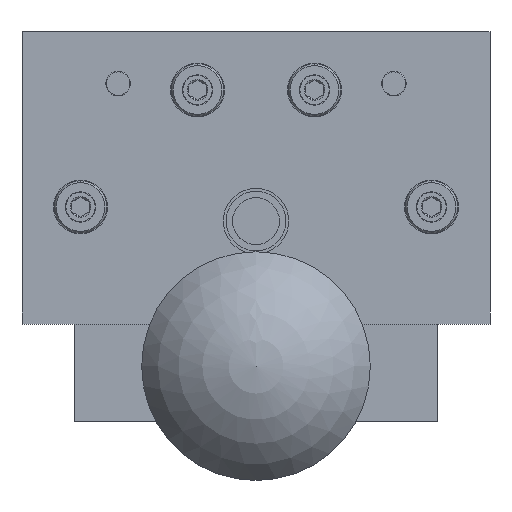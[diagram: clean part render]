
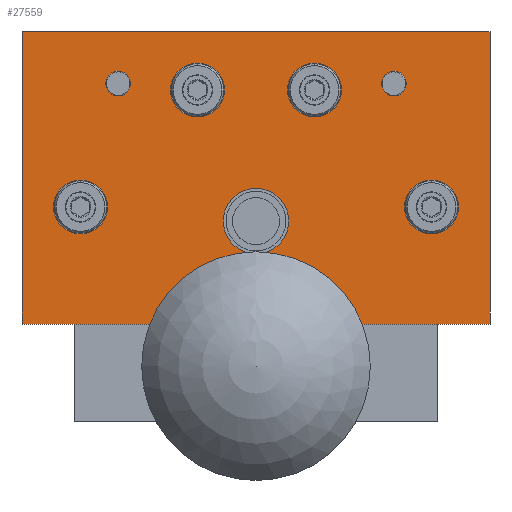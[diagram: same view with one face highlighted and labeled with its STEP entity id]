
A CAD part, front view. The second image highlights one B-rep face of the part: STEP entity #27559.
In plain terms, the highlighted face is planar.
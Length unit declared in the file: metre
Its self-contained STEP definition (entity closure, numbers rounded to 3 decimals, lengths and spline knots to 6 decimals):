
#1540=PLANE('',#31298);
#3098=CIRCLE('',#31219,0.0021);
#3100=CIRCLE('',#31222,0.0021);
#3102=CIRCLE('',#31225,0.0046);
#3104=CIRCLE('',#31228,0.0046);
#3106=CIRCLE('',#31231,0.0046);
#3108=CIRCLE('',#31234,0.0046);
#3117=CIRCLE('',#31248,0.005588);
#3126=CIRCLE('',#31264,0.0021);
#3128=CIRCLE('',#31267,0.0021);
#3132=CIRCLE('',#31273,0.0046);
#3135=CIRCLE('',#31278,0.0046);
#3138=CIRCLE('',#31283,0.0046);
#3141=CIRCLE('',#31288,0.0046);
#3146=CIRCLE('',#31299,0.005588);
#10523=ORIENTED_EDGE('',*,*,#14681,.F.);
#10524=ORIENTED_EDGE('',*,*,#14639,.F.);
#10525=ORIENTED_EDGE('',*,*,#14664,.F.);
#10526=ORIENTED_EDGE('',*,*,#14621,.F.);
#10527=ORIENTED_EDGE('',*,*,#14661,.F.);
#10528=ORIENTED_EDGE('',*,*,#14617,.F.);
#10529=ORIENTED_EDGE('',*,*,#14658,.F.);
#10530=ORIENTED_EDGE('',*,*,#14613,.F.);
#10531=ORIENTED_EDGE('',*,*,#14655,.F.);
#10532=ORIENTED_EDGE('',*,*,#14609,.F.);
#10533=ORIENTED_EDGE('',*,*,#14651,.F.);
#10534=ORIENTED_EDGE('',*,*,#14605,.F.);
#10535=ORIENTED_EDGE('',*,*,#14649,.F.);
#10536=ORIENTED_EDGE('',*,*,#14601,.F.);
#10537=ORIENTED_EDGE('',*,*,#14676,.T.);
#10538=ORIENTED_EDGE('',*,*,#14673,.T.);
#10539=ORIENTED_EDGE('',*,*,#14670,.T.);
#10540=ORIENTED_EDGE('',*,*,#14667,.T.);
#14601=EDGE_CURVE('',#17253,#17251,#3098,.T.);
#14605=EDGE_CURVE('',#17257,#17255,#3100,.T.);
#14609=EDGE_CURVE('',#17261,#17259,#3102,.T.);
#14613=EDGE_CURVE('',#17265,#17263,#3104,.T.);
#14617=EDGE_CURVE('',#17269,#17267,#3106,.T.);
#14621=EDGE_CURVE('',#17273,#17271,#3108,.T.);
#14639=EDGE_CURVE('',#17290,#17292,#3117,.T.);
#14649=EDGE_CURVE('',#17251,#17253,#3126,.T.);
#14651=EDGE_CURVE('',#17255,#17257,#3128,.T.);
#14655=EDGE_CURVE('',#17259,#17261,#3132,.T.);
#14658=EDGE_CURVE('',#17263,#17265,#3135,.T.);
#14661=EDGE_CURVE('',#17267,#17269,#3138,.T.);
#14664=EDGE_CURVE('',#17271,#17273,#3141,.T.);
#14667=EDGE_CURVE('',#17297,#17296,#19427,.T.);
#14670=EDGE_CURVE('',#17299,#17297,#19430,.T.);
#14673=EDGE_CURVE('',#17301,#17299,#19433,.T.);
#14676=EDGE_CURVE('',#17296,#17301,#19436,.T.);
#14681=EDGE_CURVE('',#17292,#17290,#3146,.T.);
#17251=VERTEX_POINT('',#49387);
#17253=VERTEX_POINT('',#49391);
#17255=VERTEX_POINT('',#49396);
#17257=VERTEX_POINT('',#49400);
#17259=VERTEX_POINT('',#49405);
#17261=VERTEX_POINT('',#49409);
#17263=VERTEX_POINT('',#49414);
#17265=VERTEX_POINT('',#49418);
#17267=VERTEX_POINT('',#49423);
#17269=VERTEX_POINT('',#49427);
#17271=VERTEX_POINT('',#49432);
#17273=VERTEX_POINT('',#49436);
#17290=VERTEX_POINT('',#49476);
#17292=VERTEX_POINT('',#49479);
#17296=VERTEX_POINT('',#49527);
#17297=VERTEX_POINT('',#49529);
#17299=VERTEX_POINT('',#49535);
#17301=VERTEX_POINT('',#49541);
#19427=LINE('',#49528,#21495);
#19430=LINE('',#49534,#21498);
#19433=LINE('',#49540,#21501);
#19436=LINE('',#49545,#21504);
#21495=VECTOR('',#39264,1.);
#21498=VECTOR('',#39269,1.);
#21501=VECTOR('',#39274,1.);
#21504=VECTOR('',#39279,1.);
#23398=EDGE_LOOP('',(#10523,#10524));
#23399=EDGE_LOOP('',(#10525,#10526));
#23400=EDGE_LOOP('',(#10527,#10528));
#23401=EDGE_LOOP('',(#10529,#10530));
#23402=EDGE_LOOP('',(#10531,#10532));
#23403=EDGE_LOOP('',(#10533,#10534));
#23404=EDGE_LOOP('',(#10535,#10536));
#23405=EDGE_LOOP('',(#10537,#10538,#10539,#10540));
#25354=FACE_BOUND('',#23398,.T.);
#25355=FACE_BOUND('',#23399,.T.);
#25356=FACE_BOUND('',#23400,.T.);
#25357=FACE_BOUND('',#23401,.T.);
#25358=FACE_BOUND('',#23402,.T.);
#25359=FACE_BOUND('',#23403,.T.);
#25360=FACE_BOUND('',#23404,.T.);
#25361=FACE_BOUND('',#23405,.T.);
#27559=ADVANCED_FACE('',(#25354,#25355,#25356,#25357,#25358,#25359,#25360,
#25361),#1540,.T.);
#31219=AXIS2_PLACEMENT_3D('',#49392,#39100,#39101);
#31222=AXIS2_PLACEMENT_3D('',#49401,#39108,#39109);
#31225=AXIS2_PLACEMENT_3D('',#49410,#39116,#39117);
#31228=AXIS2_PLACEMENT_3D('',#49419,#39124,#39125);
#31231=AXIS2_PLACEMENT_3D('',#49428,#39132,#39133);
#31234=AXIS2_PLACEMENT_3D('',#49437,#39140,#39141);
#31248=AXIS2_PLACEMENT_3D('',#49478,#39177,#39178);
#31264=AXIS2_PLACEMENT_3D('',#49497,#39210,#39211);
#31267=AXIS2_PLACEMENT_3D('',#49500,#39216,#39217);
#31273=AXIS2_PLACEMENT_3D('',#49506,#39228,#39229);
#31278=AXIS2_PLACEMENT_3D('',#49511,#39238,#39239);
#31283=AXIS2_PLACEMENT_3D('',#49516,#39248,#39249);
#31288=AXIS2_PLACEMENT_3D('',#49521,#39258,#39259);
#31298=AXIS2_PLACEMENT_3D('',#49551,#39290,#39291);
#31299=AXIS2_PLACEMENT_3D('',#49552,#39292,#39293);
#39100=DIRECTION('',(0.,1.,0.));
#39101=DIRECTION('',(-1.,0.,0.));
#39108=DIRECTION('',(0.,1.,0.));
#39109=DIRECTION('',(-1.,0.,0.));
#39116=DIRECTION('',(0.,1.,0.));
#39117=DIRECTION('',(-1.,0.,0.));
#39124=DIRECTION('',(0.,1.,0.));
#39125=DIRECTION('',(-1.,0.,0.));
#39132=DIRECTION('',(0.,1.,0.));
#39133=DIRECTION('',(-1.,0.,0.));
#39140=DIRECTION('',(0.,1.,0.));
#39141=DIRECTION('',(-1.,0.,0.));
#39177=DIRECTION('',(0.,1.,0.));
#39178=DIRECTION('',(-1.,0.,0.));
#39210=DIRECTION('',(0.,1.,0.));
#39211=DIRECTION('',(1.,0.,0.));
#39216=DIRECTION('',(0.,1.,0.));
#39217=DIRECTION('',(1.,0.,0.));
#39228=DIRECTION('',(0.,1.,0.));
#39229=DIRECTION('',(1.,0.,0.));
#39238=DIRECTION('',(0.,1.,0.));
#39239=DIRECTION('',(1.,0.,0.));
#39248=DIRECTION('',(0.,1.,0.));
#39249=DIRECTION('',(1.,0.,0.));
#39258=DIRECTION('',(0.,1.,0.));
#39259=DIRECTION('',(1.,0.,0.));
#39264=DIRECTION('',(1.,0.,0.));
#39269=DIRECTION('',(0.,0.,1.));
#39274=DIRECTION('',(-1.,0.,0.));
#39279=DIRECTION('',(0.,0.,-1.));
#39290=DIRECTION('',(0.,1.,0.));
#39291=DIRECTION('',(1.,0.,0.));
#39292=DIRECTION('',(0.,1.,0.));
#39293=DIRECTION('',(1.,0.,0.));
#49387=CARTESIAN_POINT('',(0.052118,0.205874,0.027242));
#49391=CARTESIAN_POINT('',(0.047918,0.205874,0.027242));
#49392=CARTESIAN_POINT('',(0.050018,0.205874,0.027242));
#49396=CARTESIAN_POINT('',(0.004978,0.205874,0.027242));
#49400=CARTESIAN_POINT('',(0.000778,0.205874,0.027242));
#49401=CARTESIAN_POINT('',(0.002878,0.205874,0.027242));
#49405=CARTESIAN_POINT('',(0.001048,0.205874,0.048342));
#49409=CARTESIAN_POINT('',(-0.008152,0.205874,0.048342));
#49410=CARTESIAN_POINT('',(-0.003552,0.205874,0.048342));
#49414=CARTESIAN_POINT('',(0.021048,0.205874,0.028342));
#49418=CARTESIAN_POINT('',(0.011848,0.205874,0.028342));
#49419=CARTESIAN_POINT('',(0.016448,0.205874,0.028342));
#49423=CARTESIAN_POINT('',(0.041048,0.205874,0.028342));
#49427=CARTESIAN_POINT('',(0.031848,0.205874,0.028342));
#49428=CARTESIAN_POINT('',(0.036448,0.205874,0.028342));
#49432=CARTESIAN_POINT('',(0.061048,0.205874,0.048342));
#49436=CARTESIAN_POINT('',(0.051848,0.205874,0.048342));
#49437=CARTESIAN_POINT('',(0.056448,0.205874,0.048342));
#49476=CARTESIAN_POINT('',(0.02086,0.205874,0.050742));
#49478=CARTESIAN_POINT('',(0.026448,0.205874,0.050742));
#49479=CARTESIAN_POINT('',(0.032036,0.205874,0.050742));
#49497=CARTESIAN_POINT('',(0.050018,0.205874,0.027242));
#49500=CARTESIAN_POINT('',(0.002878,0.205874,0.027242));
#49506=CARTESIAN_POINT('',(-0.003552,0.205874,0.048342));
#49511=CARTESIAN_POINT('',(0.016448,0.205874,0.028342));
#49516=CARTESIAN_POINT('',(0.036448,0.205874,0.028342));
#49521=CARTESIAN_POINT('',(0.056448,0.205874,0.048342));
#49527=CARTESIAN_POINT('',(0.066448,0.205874,0.068342));
#49528=CARTESIAN_POINT('',(-0.013552,0.205874,0.068342));
#49529=CARTESIAN_POINT('',(-0.013552,0.205874,0.068342));
#49534=CARTESIAN_POINT('',(-0.013552,0.205874,0.018342));
#49535=CARTESIAN_POINT('',(-0.013552,0.205874,0.018342));
#49540=CARTESIAN_POINT('',(-0.013552,0.205874,0.018342));
#49541=CARTESIAN_POINT('',(0.066448,0.205874,0.018342));
#49545=CARTESIAN_POINT('',(0.066448,0.205874,0.018342));
#49551=CARTESIAN_POINT('',(-0.013552,0.205874,0.018342));
#49552=CARTESIAN_POINT('',(0.026448,0.205874,0.050742));
